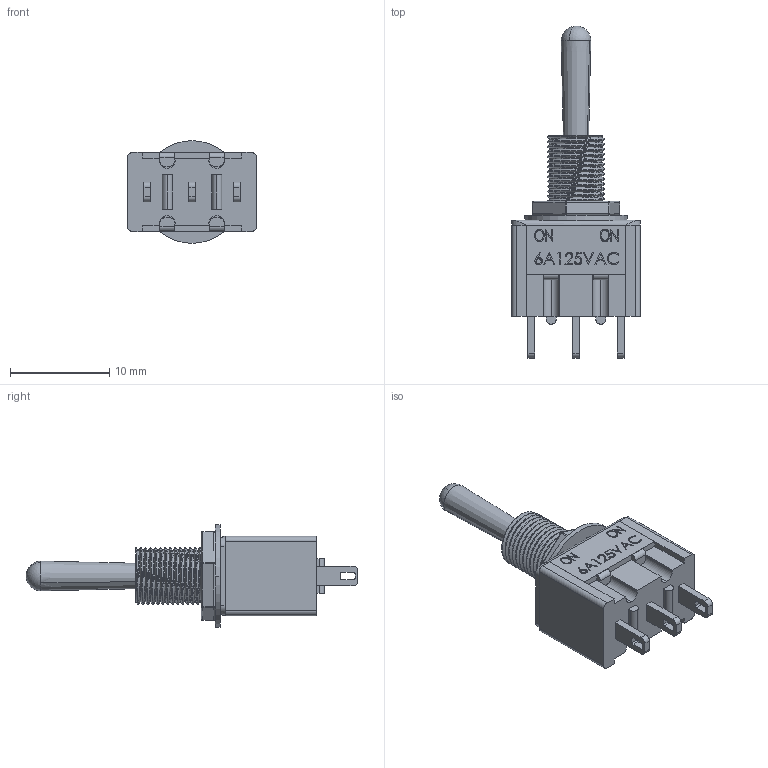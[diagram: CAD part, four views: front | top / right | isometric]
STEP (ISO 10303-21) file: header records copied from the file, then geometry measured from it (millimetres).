
FILE_DESCRIPTION (( 'STEP AP214' ), '1' );
FILE_NAME ('Chave_alavanca_Peq.STEP', '2020-06-12T15:46:01', ( '' ), ( '' ), 'SwSTEP 2.0', 'SolidWorks 2020', '' );
FILE_SCHEMA (( 'AUTOMOTIVE_DESIGN' ));
Length unit declared in the file: millimetre
Products named in the file (5): alavanca_peq; porca; arruela; chave_alavanca_peq; Chave_alavanca_Peq
Assembly tree (4 placements, depth 2):
  Chave_alavanca_Peq
    alavanca_peq
    chave_alavanca_peq
    porca
    arruela
Bounding box: 13 x 33.49 x 10.35 mm (x, y, z)
Volume: 1199 mm3; surface area: 1888 mm2
Topology: 14 solids, 14 shells, 415 faces, 1074 edges, 696 vertices
Faces by surface type: plane 201, cylinder 132, bspline 58, sphere 20, cone 2, torus 2
Entity records: 23258 total; most frequent: CARTESIAN_POINT 9938, ORIENTED_EDGE 2094, DIRECTION 1754, EDGE_CURVE 1047, VERTEX_POINT 685, LINE 642, VECTOR 642, AXIS2_PLACEMENT_3D 556
